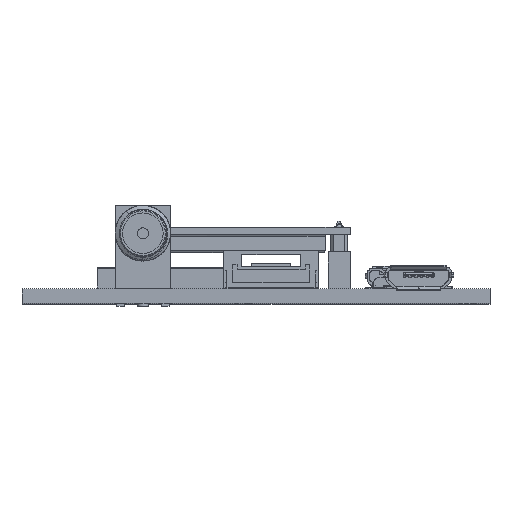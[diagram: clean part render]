
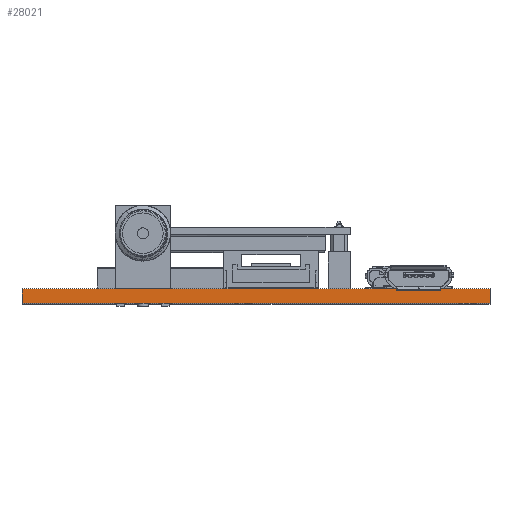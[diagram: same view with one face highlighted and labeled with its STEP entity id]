
A CAD part, top view. The second image highlights one B-rep face of the part: STEP entity #28021.
In plain terms, the highlighted planar face has unit normal (0, 0, 1).
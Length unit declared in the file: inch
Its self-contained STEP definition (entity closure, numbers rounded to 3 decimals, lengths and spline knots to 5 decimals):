
#1418 = VECTOR ( 'NONE', #14549, 39.37008 ) ;
#2605 = CARTESIAN_POINT ( 'NONE',  ( -2.1, -0.06496, 0. ) ) ;
#4223 = PLANE ( 'NONE',  #24851 ) ;
#7160 = DIRECTION ( 'NONE',  ( 1., 0., 0. ) ) ;
#7399 = ORIENTED_EDGE ( 'NONE', *, *, #31470, .F. ) ;
#8002 = LINE ( 'NONE', #39931, #30282 ) ;
#8616 = CARTESIAN_POINT ( 'NONE',  ( 0., -0.06496, 0. ) ) ;
#10695 = DIRECTION ( 'NONE',  ( 0., 0., 1. ) ) ;
#10711 = EDGE_CURVE ( 'NONE', #12873, #38086, #33391, .T. ) ;
#12681 = CARTESIAN_POINT ( 'NONE',  ( 0., 0., 0. ) ) ;
#12873 = VERTEX_POINT ( 'NONE', #34125 ) ;
#13191 = CARTESIAN_POINT ( 'NONE',  ( 0., -0.06496, 0. ) ) ;
#14284 = ORIENTED_EDGE ( 'NONE', *, *, #31290, .T. ) ;
#14549 = DIRECTION ( 'NONE',  ( 0., 1., 0. ) ) ;
#14952 = DIRECTION ( 'NONE',  ( 1., 0., 0. ) ) ;
#17173 = DIRECTION ( 'NONE',  ( 1., 0., 0. ) ) ;
#17796 = ORIENTED_EDGE ( 'NONE', *, *, #34600, .T. ) ;
#22063 = LINE ( 'NONE', #27570, #1418 ) ;
#23187 = ORIENTED_EDGE ( 'NONE', *, *, #10711, .F. ) ;
#24851 = AXIS2_PLACEMENT_3D ( 'NONE', #26773, #10695, #17173 ) ;
#25213 = VECTOR ( 'NONE', #28614, 39.37008 ) ;
#25492 = VERTEX_POINT ( 'NONE', #13191 ) ;
#26773 = CARTESIAN_POINT ( 'NONE',  ( 0., -0.06496, 0. ) ) ;
#27243 = VECTOR ( 'NONE', #14952, 39.37008 ) ;
#27570 = CARTESIAN_POINT ( 'NONE',  ( 0., -0.06496, 0. ) ) ;
#28021 = ADVANCED_FACE ( 'NONE', ( #40667 ), #4223, .T. ) ;
#28614 = DIRECTION ( 'NONE',  ( 0., 1., 0. ) ) ;
#29805 = LINE ( 'NONE', #8616, #27243 ) ;
#30282 = VECTOR ( 'NONE', #7160, 39.37008 ) ;
#31290 = EDGE_CURVE ( 'NONE', #12873, #25492, #29805, .T. ) ;
#31470 = EDGE_CURVE ( 'NONE', #38086, #40801, #8002, .T. ) ;
#31810 = CARTESIAN_POINT ( 'NONE',  ( -2.1, 0., 0. ) ) ;
#33391 = LINE ( 'NONE', #2605, #25213 ) ;
#34125 = CARTESIAN_POINT ( 'NONE',  ( -2.1, -0.06496, 0. ) ) ;
#34600 = EDGE_CURVE ( 'NONE', #25492, #40801, #22063, .T. ) ;
#35281 = EDGE_LOOP ( 'NONE', ( #7399, #23187, #14284, #17796 ) ) ;
#38086 = VERTEX_POINT ( 'NONE', #31810 ) ;
#39931 = CARTESIAN_POINT ( 'NONE',  ( 0., 0., 0. ) ) ;
#40667 = FACE_OUTER_BOUND ( 'NONE', #35281, .T. ) ;
#40801 = VERTEX_POINT ( 'NONE', #12681 ) ;
